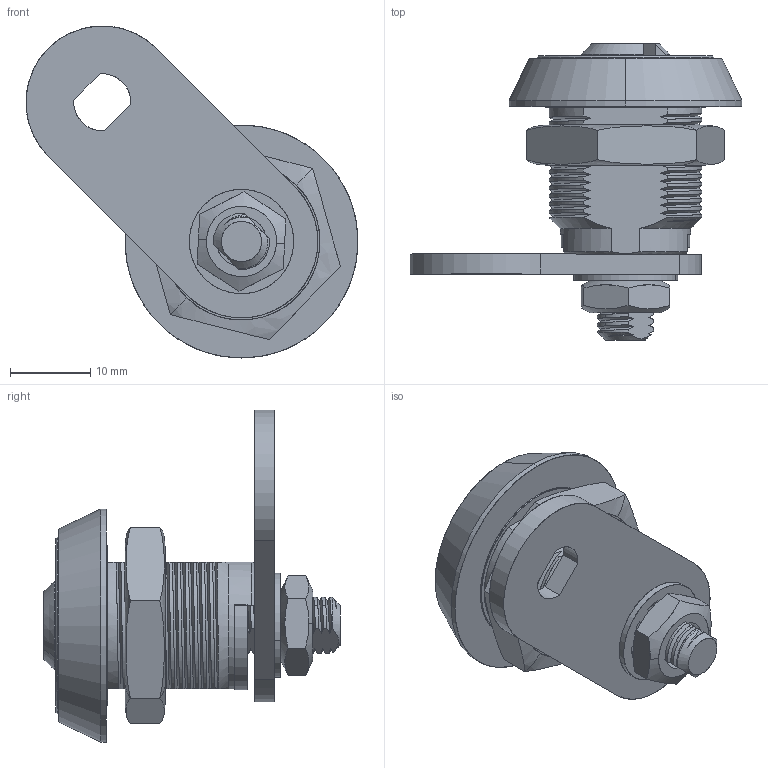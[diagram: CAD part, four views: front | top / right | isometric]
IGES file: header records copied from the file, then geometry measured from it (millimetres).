
Start section: SolidWorks IGES file using analytic representation for surfaces
Global section: file name: C98 KC-140B.IGS; native system: SolidWorks 2012; preprocessor: SolidWorks 2012; author: KJ04; date: 120903.151931; units: millimetre
Bounding box: 41.32 x 36.9 x 41.32 mm (x, y, z)
Surface area: 9159.4 mm2 (no closed solid volume)
Topology: 0 solids, 0 shells, 326 faces, 4190 edges, 4190 vertices
Faces by surface type: bspline 182, revolution 144
